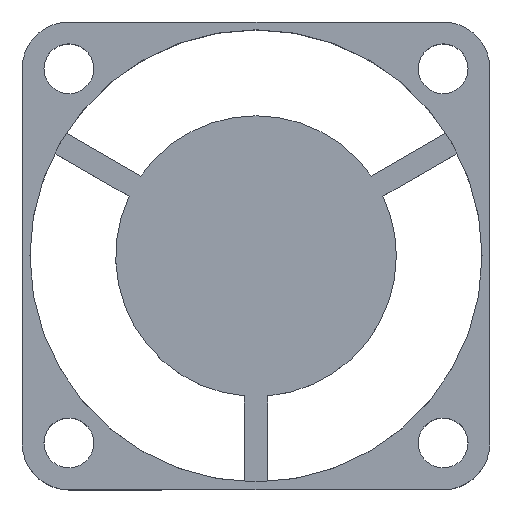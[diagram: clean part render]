
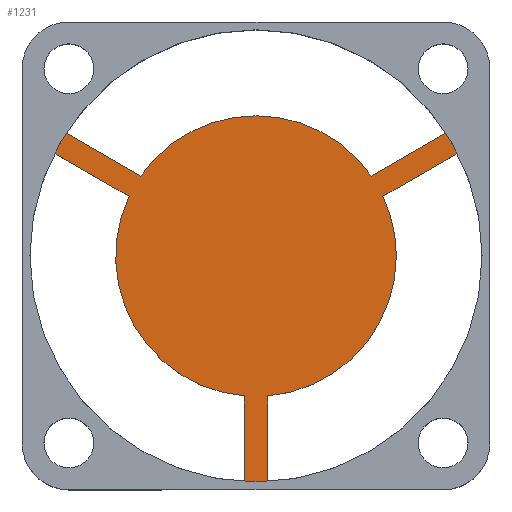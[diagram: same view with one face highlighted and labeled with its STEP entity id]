
A CAD part, top view. The second image highlights one B-rep face of the part: STEP entity #1231.
In plain terms, the highlighted planar face has unit normal (0, 0, 1).
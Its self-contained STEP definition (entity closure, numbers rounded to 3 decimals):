
#18 = CIRCLE ( 'NONE', #1025, 9. ) ;
#36 = VERTEX_POINT ( 'NONE', #842 ) ;
#49 = AXIS2_PLACEMENT_3D ( 'NONE', #1169, #1770, #424 ) ;
#107 = CARTESIAN_POINT ( 'NONE',  ( 0.75, -14.481, 1.5 ) ) ;
#138 = CARTESIAN_POINT ( 'NONE',  ( 8.142, 3.835, 1.5 ) ) ;
#140 = LINE ( 'NONE', #1316, #732 ) ;
#158 = CARTESIAN_POINT ( 'NONE',  ( 0.75, -8.969, 1.5 ) ) ;
#184 = EDGE_CURVE ( 'NONE', #377, #272, #1774, .T. ) ;
#196 = VERTEX_POINT ( 'NONE', #138 ) ;
#247 = ORIENTED_EDGE ( 'NONE', *, *, #1224, .T. ) ;
#251 = DIRECTION ( 'NONE',  ( 0., -1., 0. ) ) ;
#272 = VERTEX_POINT ( 'NONE', #320 ) ;
#277 = CARTESIAN_POINT ( 'NONE',  ( 0., 0., 1.5 ) ) ;
#280 = ORIENTED_EDGE ( 'NONE', *, *, #1826, .T. ) ;
#287 = CIRCLE ( 'NONE', #689, 9. ) ;
#288 = DIRECTION ( 'NONE',  ( 0., 0., 1. ) ) ;
#302 = DIRECTION ( 'NONE',  ( 0., 0., 1. ) ) ;
#320 = CARTESIAN_POINT ( 'NONE',  ( 12.166, 7.89, 1.5 ) ) ;
#334 = CARTESIAN_POINT ( 'NONE',  ( 0., 0., 1.5 ) ) ;
#351 = DIRECTION ( 'NONE',  ( 0.866, -0.5, 0. ) ) ;
#353 = VERTEX_POINT ( 'NONE', #1823 ) ;
#359 = DIRECTION ( 'NONE',  ( 0., 0., 1. ) ) ;
#377 = VERTEX_POINT ( 'NONE', #927 ) ;
#379 = DIRECTION ( 'NONE',  ( 0., 1., 0. ) ) ;
#387 = CARTESIAN_POINT ( 'NONE',  ( -7.392, 5.134, 1.5 ) ) ;
#392 = EDGE_CURVE ( 'NONE', #396, #944, #830, .T. ) ;
#396 = VERTEX_POINT ( 'NONE', #1537 ) ;
#424 = DIRECTION ( 'NONE',  ( 1., 0., 0. ) ) ;
#443 = CARTESIAN_POINT ( 'NONE',  ( -12.166, 7.89, 1.5 ) ) ;
#479 = LINE ( 'NONE', #967, #1627 ) ;
#501 = CARTESIAN_POINT ( 'NONE',  ( 0., 0., 1.5 ) ) ;
#543 = DIRECTION ( 'NONE',  ( -0.866, 0.5, 0. ) ) ;
#551 = LINE ( 'NONE', #1153, #1120 ) ;
#569 = ORIENTED_EDGE ( 'NONE', *, *, #1467, .T. ) ;
#570 = DIRECTION ( 'NONE',  ( -1., 0., 0. ) ) ;
#574 = AXIS2_PLACEMENT_3D ( 'NONE', #501, #667, #1416 ) ;
#582 = CIRCLE ( 'NONE', #1310, 14.5 ) ;
#602 = CARTESIAN_POINT ( 'NONE',  ( -8.142, 3.835, 1.5 ) ) ;
#627 = CARTESIAN_POINT ( 'NONE',  ( -7.392, 5.134, 1.5 ) ) ;
#645 = DIRECTION ( 'NONE',  ( -1., 0., 0. ) ) ;
#667 = DIRECTION ( 'NONE',  ( 0., 0., 1. ) ) ;
#689 = AXIS2_PLACEMENT_3D ( 'NONE', #874, #302, #1790 ) ;
#701 = DIRECTION ( 'NONE',  ( 0., 0., 1. ) ) ;
#708 = AXIS2_PLACEMENT_3D ( 'NONE', #334, #359, #1250 ) ;
#732 = VECTOR ( 'NONE', #251, 1000. ) ;
#735 = VECTOR ( 'NONE', #543, 1000. ) ;
#761 = ORIENTED_EDGE ( 'NONE', *, *, #392, .T. ) ;
#771 = ORIENTED_EDGE ( 'NONE', *, *, #1015, .T. ) ;
#811 = LINE ( 'NONE', #1411, #1241 ) ;
#823 = LINE ( 'NONE', #387, #735 ) ;
#830 = CIRCLE ( 'NONE', #574, 14.5 ) ;
#842 = CARTESIAN_POINT ( 'NONE',  ( 9., 0., 1.5 ) ) ;
#862 = DIRECTION ( 'NONE',  ( -0.866, -0.5, 0. ) ) ;
#874 = CARTESIAN_POINT ( 'NONE',  ( 0., 0., 1.5 ) ) ;
#927 = CARTESIAN_POINT ( 'NONE',  ( 12.916, 6.591, 1.5 ) ) ;
#930 = CARTESIAN_POINT ( 'NONE',  ( -0.75, -8.969, 1.5 ) ) ;
#944 = VERTEX_POINT ( 'NONE', #107 ) ;
#967 = CARTESIAN_POINT ( 'NONE',  ( 8.142, 3.835, 1.5 ) ) ;
#990 = EDGE_CURVE ( 'NONE', #353, #1820, #18, .T. ) ;
#996 = EDGE_CURVE ( 'NONE', #1217, #396, #140, .T. ) ;
#1015 = EDGE_CURVE ( 'NONE', #272, #353, #551, .T. ) ;
#1025 = AXIS2_PLACEMENT_3D ( 'NONE', #277, #701, #1160 ) ;
#1041 = EDGE_CURVE ( 'NONE', #36, #196, #1308, .T. ) ;
#1086 = LINE ( 'NONE', #1699, #1888 ) ;
#1091 = DIRECTION ( 'NONE',  ( 0., 0., 1. ) ) ;
#1105 = FACE_OUTER_BOUND ( 'NONE', #1559, .T. ) ;
#1112 = DIRECTION ( 'NONE',  ( 0.866, 0.5, 0. ) ) ;
#1120 = VECTOR ( 'NONE', #862, 1000. ) ;
#1153 = CARTESIAN_POINT ( 'NONE',  ( 12.166, 7.89, 1.5 ) ) ;
#1160 = DIRECTION ( 'NONE',  ( 1., 0., 0. ) ) ;
#1169 = CARTESIAN_POINT ( 'NONE',  ( 0., 0., 1.5 ) ) ;
#1212 = DIRECTION ( 'NONE',  ( 0., 0., 1. ) ) ;
#1217 = VERTEX_POINT ( 'NONE', #930 ) ;
#1220 = AXIS2_PLACEMENT_3D ( 'NONE', #1534, #1212, #1365 ) ;
#1224 = EDGE_CURVE ( 'NONE', #1665, #1878, #582, .T. ) ;
#1231 = ADVANCED_FACE ( 'NONE', ( #1105 ), #1706, .T. ) ;
#1241 = VECTOR ( 'NONE', #379, 1000. ) ;
#1250 = DIRECTION ( 'NONE',  ( 1., 0., 0. ) ) ;
#1272 = AXIS2_PLACEMENT_3D ( 'NONE', #1321, #288, #570 ) ;
#1308 = CIRCLE ( 'NONE', #49, 9. ) ;
#1310 = AXIS2_PLACEMENT_3D ( 'NONE', #1684, #1091, #645 ) ;
#1316 = CARTESIAN_POINT ( 'NONE',  ( -0.75, -8.969, 1.5 ) ) ;
#1321 = CARTESIAN_POINT ( 'NONE',  ( 0., 0., 1.5 ) ) ;
#1332 = ORIENTED_EDGE ( 'NONE', *, *, #1687, .T. ) ;
#1346 = ORIENTED_EDGE ( 'NONE', *, *, #996, .T. ) ;
#1365 = DIRECTION ( 'NONE',  ( 1., 0., 0. ) ) ;
#1392 = EDGE_CURVE ( 'NONE', #1820, #1665, #823, .T. ) ;
#1408 = EDGE_CURVE ( 'NONE', #944, #1648, #811, .T. ) ;
#1411 = CARTESIAN_POINT ( 'NONE',  ( 0.75, -14.481, 1.5 ) ) ;
#1416 = DIRECTION ( 'NONE',  ( -1., 0., 0. ) ) ;
#1467 = EDGE_CURVE ( 'NONE', #196, #377, #479, .T. ) ;
#1495 = ORIENTED_EDGE ( 'NONE', *, *, #1824, .T. ) ;
#1534 = CARTESIAN_POINT ( 'NONE',  ( 0., 0., 1.5 ) ) ;
#1537 = CARTESIAN_POINT ( 'NONE',  ( -0.75, -14.481, 1.5 ) ) ;
#1559 = EDGE_LOOP ( 'NONE', ( #1346, #761, #1745, #1495, #1612, #569, #1887, #771, #1585, #1725, #247, #280, #1332 ) ) ;
#1585 = ORIENTED_EDGE ( 'NONE', *, *, #990, .T. ) ;
#1612 = ORIENTED_EDGE ( 'NONE', *, *, #1041, .T. ) ;
#1627 = VECTOR ( 'NONE', #1112, 1000. ) ;
#1648 = VERTEX_POINT ( 'NONE', #158 ) ;
#1665 = VERTEX_POINT ( 'NONE', #443 ) ;
#1666 = CARTESIAN_POINT ( 'NONE',  ( -12.916, 6.591, 1.5 ) ) ;
#1675 = VERTEX_POINT ( 'NONE', #602 ) ;
#1684 = CARTESIAN_POINT ( 'NONE',  ( 0., 0., 1.5 ) ) ;
#1687 = EDGE_CURVE ( 'NONE', #1675, #1217, #287, .T. ) ;
#1699 = CARTESIAN_POINT ( 'NONE',  ( -12.916, 6.591, 1.5 ) ) ;
#1706 = PLANE ( 'NONE',  #708 ) ;
#1725 = ORIENTED_EDGE ( 'NONE', *, *, #1392, .T. ) ;
#1745 = ORIENTED_EDGE ( 'NONE', *, *, #1408, .T. ) ;
#1770 = DIRECTION ( 'NONE',  ( 0., 0., 1. ) ) ;
#1774 = CIRCLE ( 'NONE', #1272, 14.5 ) ;
#1790 = DIRECTION ( 'NONE',  ( 1., 0., 0. ) ) ;
#1791 = CIRCLE ( 'NONE', #1220, 9. ) ;
#1820 = VERTEX_POINT ( 'NONE', #627 ) ;
#1823 = CARTESIAN_POINT ( 'NONE',  ( 7.392, 5.134, 1.5 ) ) ;
#1824 = EDGE_CURVE ( 'NONE', #1648, #36, #1791, .T. ) ;
#1826 = EDGE_CURVE ( 'NONE', #1878, #1675, #1086, .T. ) ;
#1878 = VERTEX_POINT ( 'NONE', #1666 ) ;
#1887 = ORIENTED_EDGE ( 'NONE', *, *, #184, .T. ) ;
#1888 = VECTOR ( 'NONE', #351, 1000. ) ;
